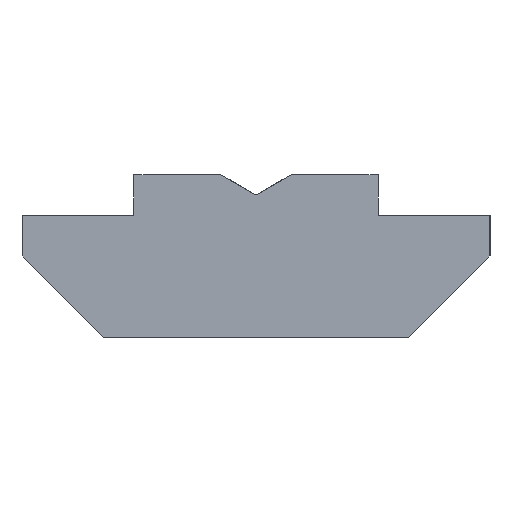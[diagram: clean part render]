
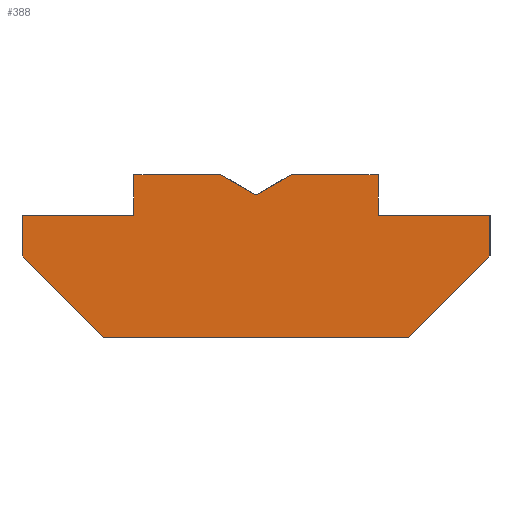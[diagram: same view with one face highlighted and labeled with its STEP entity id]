
A CAD part, left-side view. The second image highlights one B-rep face of the part: STEP entity #388.
In plain terms, the highlighted planar face has unit normal (-1, 0, 0).
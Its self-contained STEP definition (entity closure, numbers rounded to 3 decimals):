
#22=PLANE('',#438);
#44=FACE_OUTER_BOUND('',#65,.T.);
#65=EDGE_LOOP('',(#300,#301,#302,#303,#304,#305,#306,#307,#308,#309,#310,
#311,#312));
#98=LINE('',#620,#142);
#101=LINE('',#625,#145);
#102=LINE('',#627,#146);
#103=LINE('',#629,#147);
#104=LINE('',#631,#148);
#105=LINE('',#633,#149);
#106=LINE('',#635,#150);
#107=LINE('',#637,#151);
#108=LINE('',#639,#152);
#109=LINE('',#641,#153);
#110=LINE('',#643,#154);
#111=LINE('',#645,#155);
#112=LINE('',#646,#156);
#142=VECTOR('',#498,1.);
#145=VECTOR('',#503,2.134);
#146=VECTOR('',#504,1.);
#147=VECTOR('',#505,1.);
#148=VECTOR('',#506,2.134);
#149=VECTOR('',#507,1.);
#150=VECTOR('',#508,2.75);
#151=VECTOR('',#509,1.);
#152=VECTOR('',#510,2.828);
#153=VECTOR('',#511,7.5);
#154=VECTOR('',#512,2.828);
#155=VECTOR('',#513,1.);
#156=VECTOR('',#514,2.75);
#198=VERTEX_POINT('',#618);
#199=VERTEX_POINT('',#619);
#200=VERTEX_POINT('',#624);
#201=VERTEX_POINT('',#626);
#202=VERTEX_POINT('',#628);
#203=VERTEX_POINT('',#630);
#204=VERTEX_POINT('',#632);
#205=VERTEX_POINT('',#634);
#206=VERTEX_POINT('',#636);
#207=VERTEX_POINT('',#638);
#208=VERTEX_POINT('',#640);
#209=VERTEX_POINT('',#642);
#210=VERTEX_POINT('',#644);
#236=EDGE_CURVE('',#198,#199,#98,.T.);
#239=EDGE_CURVE('',#199,#200,#101,.T.);
#240=EDGE_CURVE('',#200,#201,#102,.T.);
#241=EDGE_CURVE('',#201,#202,#103,.T.);
#242=EDGE_CURVE('',#202,#203,#104,.T.);
#243=EDGE_CURVE('',#203,#204,#105,.T.);
#244=EDGE_CURVE('',#204,#205,#106,.T.);
#245=EDGE_CURVE('',#205,#206,#107,.T.);
#246=EDGE_CURVE('',#206,#207,#108,.T.);
#247=EDGE_CURVE('',#207,#208,#109,.T.);
#248=EDGE_CURVE('',#208,#209,#110,.T.);
#249=EDGE_CURVE('',#209,#210,#111,.T.);
#250=EDGE_CURVE('',#210,#198,#112,.T.);
#300=ORIENTED_EDGE('',*,*,#239,.T.);
#301=ORIENTED_EDGE('',*,*,#240,.T.);
#302=ORIENTED_EDGE('',*,*,#241,.T.);
#303=ORIENTED_EDGE('',*,*,#242,.T.);
#304=ORIENTED_EDGE('',*,*,#243,.T.);
#305=ORIENTED_EDGE('',*,*,#244,.T.);
#306=ORIENTED_EDGE('',*,*,#245,.T.);
#307=ORIENTED_EDGE('',*,*,#246,.T.);
#308=ORIENTED_EDGE('',*,*,#247,.T.);
#309=ORIENTED_EDGE('',*,*,#248,.T.);
#310=ORIENTED_EDGE('',*,*,#249,.T.);
#311=ORIENTED_EDGE('',*,*,#250,.T.);
#312=ORIENTED_EDGE('',*,*,#236,.T.);
#388=ADVANCED_FACE('',(#44),#22,.F.);
#438=AXIS2_PLACEMENT_3D('',#623,#501,#502);
#498=DIRECTION('',(0.,0.,1.));
#501=DIRECTION('center_axis',(1.,0.,0.));
#502=DIRECTION('ref_axis',(0.,1.,0.));
#503=DIRECTION('',(0.,1.,0.));
#504=DIRECTION('',(0.,0.866,-0.5));
#505=DIRECTION('',(0.,0.866,0.5));
#506=DIRECTION('',(0.,1.,0.));
#507=DIRECTION('',(0.,0.,-1.));
#508=DIRECTION('',(0.,1.,0.));
#509=DIRECTION('',(0.,0.,-1.));
#510=DIRECTION('',(0.,-0.707,-0.707));
#511=DIRECTION('',(0.,-1.,0.));
#512=DIRECTION('',(0.,-0.707,0.707));
#513=DIRECTION('',(0.,0.,1.));
#514=DIRECTION('',(0.,1.,0.));
#618=CARTESIAN_POINT('',(-6.,-3.,-1.));
#619=CARTESIAN_POINT('',(-6.,-3.,0.));
#620=CARTESIAN_POINT('',(-6.,-3.,-1.));
#623=CARTESIAN_POINT('Origin',(-6.,0.,-4.));
#624=CARTESIAN_POINT('',(-6.,-0.866,0.));
#625=CARTESIAN_POINT('',(-6.,-3.,0.));
#626=CARTESIAN_POINT('',(-6.,0.,-0.5));
#627=CARTESIAN_POINT('',(-6.,-0.866,0.));
#628=CARTESIAN_POINT('',(-6.,0.866,0.));
#629=CARTESIAN_POINT('',(-6.,0.,-0.5));
#630=CARTESIAN_POINT('',(-6.,3.,0.));
#631=CARTESIAN_POINT('',(-6.,0.866,0.));
#632=CARTESIAN_POINT('',(-6.,3.,-1.));
#633=CARTESIAN_POINT('',(-6.,3.,0.));
#634=CARTESIAN_POINT('',(-6.,5.75,-1.));
#635=CARTESIAN_POINT('',(-6.,3.,-1.));
#636=CARTESIAN_POINT('',(-6.,5.75,-2.));
#637=CARTESIAN_POINT('',(-6.,5.75,-1.));
#638=CARTESIAN_POINT('',(-6.,3.75,-4.));
#639=CARTESIAN_POINT('',(-6.,5.75,-2.));
#640=CARTESIAN_POINT('',(-6.,-3.75,-4.));
#641=CARTESIAN_POINT('',(-6.,3.75,-4.));
#642=CARTESIAN_POINT('',(-6.,-5.75,-2.));
#643=CARTESIAN_POINT('',(-6.,-3.75,-4.));
#644=CARTESIAN_POINT('',(-6.,-5.75,-1.));
#645=CARTESIAN_POINT('',(-6.,-5.75,-2.));
#646=CARTESIAN_POINT('',(-6.,-5.75,-1.));
